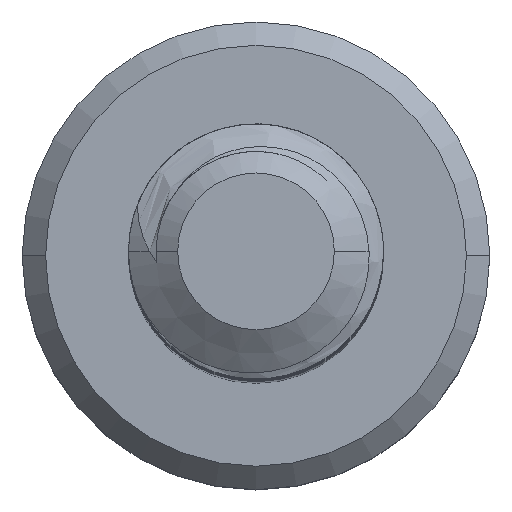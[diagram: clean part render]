
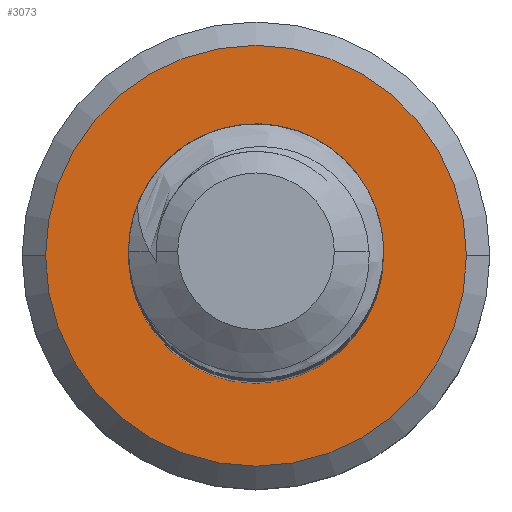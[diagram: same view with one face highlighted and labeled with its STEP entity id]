
A CAD part, top view. The second image highlights one B-rep face of the part: STEP entity #3073.
In plain terms, the highlighted planar face has unit normal (0, 0, 1).
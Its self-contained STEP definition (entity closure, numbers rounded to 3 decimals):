
#67 = EDGE_LOOP ( 'NONE', ( #6223, #3118 ) ) ;
#206 = AXIS2_PLACEMENT_3D ( 'NONE', #2736, #8433, #3576 ) ;
#243 = CIRCLE ( 'NONE', #206, 1.5 ) ;
#267 = FACE_OUTER_BOUND ( 'NONE', #2278, .T. ) ;
#273 = ORIENTED_EDGE ( 'NONE', *, *, #7991, .T. ) ;
#506 = CIRCLE ( 'NONE', #7891, 2.475 ) ;
#547 = DIRECTION ( 'NONE',  ( -1., 0., 0. ) ) ;
#2278 = EDGE_LOOP ( 'NONE', ( #273, #5072 ) ) ;
#2395 = VERTEX_POINT ( 'NONE', #10225 ) ;
#2485 = CARTESIAN_POINT ( 'NONE',  ( 0., 0., -30. ) ) ;
#2736 = CARTESIAN_POINT ( 'NONE',  ( 0., 0., -30. ) ) ;
#2773 = EDGE_CURVE ( 'NONE', #4953, #2395, #3739, .T. ) ;
#2815 = CARTESIAN_POINT ( 'NONE',  ( 1.5, 0., -30. ) ) ;
#3073 = ADVANCED_FACE ( 'NONE', ( #267, #8431 ), #6135, .F. ) ;
#3118 = ORIENTED_EDGE ( 'NONE', *, *, #5736, .F. ) ;
#3312 = DIRECTION ( 'NONE',  ( 1., 0., 0. ) ) ;
#3561 = AXIS2_PLACEMENT_3D ( 'NONE', #7753, #4509, #10148 ) ;
#3576 = DIRECTION ( 'NONE',  ( 1., 0., 0. ) ) ;
#3739 = CIRCLE ( 'NONE', #4563, 1.5 ) ;
#4099 = CARTESIAN_POINT ( 'NONE',  ( -2.475, 0., -30. ) ) ;
#4171 = DIRECTION ( 'NONE',  ( 0., 0., 1. ) ) ;
#4509 = DIRECTION ( 'NONE',  ( 0., 0., -1. ) ) ;
#4563 = AXIS2_PLACEMENT_3D ( 'NONE', #2485, #8168, #3312 ) ;
#4953 = VERTEX_POINT ( 'NONE', #2815 ) ;
#5072 = ORIENTED_EDGE ( 'NONE', *, *, #10512, .T. ) ;
#5444 = DIRECTION ( 'NONE',  ( 0., 0., 1. ) ) ;
#5736 = EDGE_CURVE ( 'NONE', #2395, #4953, #243, .T. ) ;
#6135 = PLANE ( 'NONE',  #3561 ) ;
#6223 = ORIENTED_EDGE ( 'NONE', *, *, #2773, .F. ) ;
#7753 = CARTESIAN_POINT ( 'NONE',  ( 0., 0., -30. ) ) ;
#7891 = AXIS2_PLACEMENT_3D ( 'NONE', #9030, #4171, #9817 ) ;
#7991 = EDGE_CURVE ( 'NONE', #8341, #9379, #506, .T. ) ;
#8168 = DIRECTION ( 'NONE',  ( 0., 0., 1. ) ) ;
#8341 = VERTEX_POINT ( 'NONE', #4099 ) ;
#8431 = FACE_BOUND ( 'NONE', #67, .T. ) ;
#8433 = DIRECTION ( 'NONE',  ( 0., 0., 1. ) ) ;
#8810 = CARTESIAN_POINT ( 'NONE',  ( 2.475, 0., -30. ) ) ;
#9008 = CIRCLE ( 'NONE', #9425, 2.475 ) ;
#9030 = CARTESIAN_POINT ( 'NONE',  ( 0., 0., -30. ) ) ;
#9379 = VERTEX_POINT ( 'NONE', #8810 ) ;
#9425 = AXIS2_PLACEMENT_3D ( 'NONE', #10249, #5444, #547 ) ;
#9817 = DIRECTION ( 'NONE',  ( -1., 0., 0. ) ) ;
#10148 = DIRECTION ( 'NONE',  ( -1., 0., 0. ) ) ;
#10225 = CARTESIAN_POINT ( 'NONE',  ( -1.5, 0., -30. ) ) ;
#10249 = CARTESIAN_POINT ( 'NONE',  ( 0., 0., -30. ) ) ;
#10512 = EDGE_CURVE ( 'NONE', #9379, #8341, #9008, .T. ) ;
